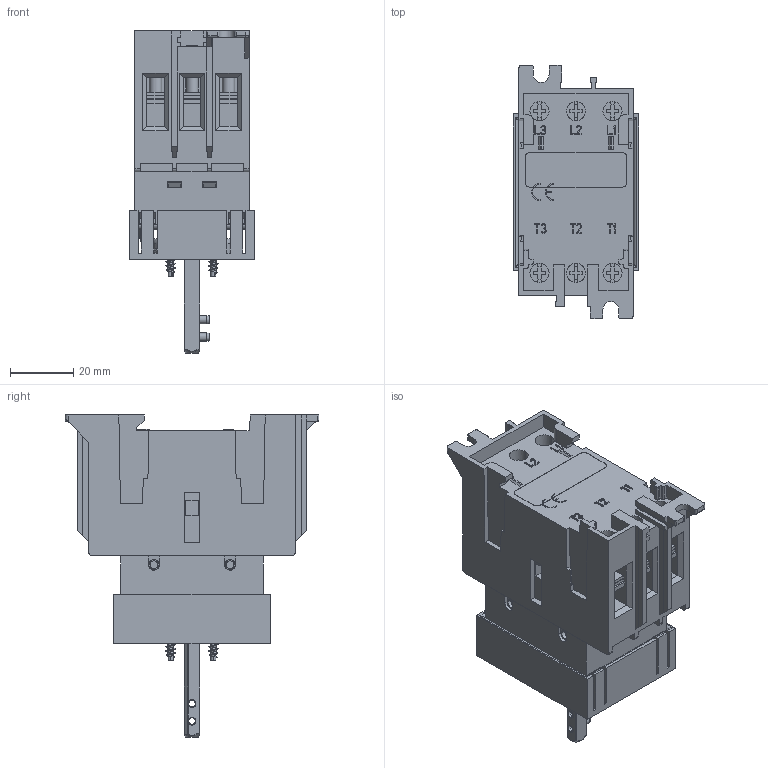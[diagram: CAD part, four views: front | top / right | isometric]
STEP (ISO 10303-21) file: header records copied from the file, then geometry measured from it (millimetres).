
FILE_DESCRIPTION((''),'2;1');
FILE_NAME('PROCUS_KS13-XX_ASM','2015-06-16T',('kjell_andersson'),(''),'PRO/ENGINEER BY PARAMETRIC TECHNOLOGY CORPORATION, 2013230','PRO/ENGINEER BY PARAMETRIC TECHNOLOGY CORPORATION, 2013230','');
FILE_SCHEMA(('CONFIG_CONTROL_DESIGN'));
Length unit declared in the file: millimetre
Products named in the file (9): KSXA13_LIGHT; PMR239_0_LIGHT; PMR248; PT30X12; PTK129_055; PUY24; PSK129_055_ASM; PEMS_11X32_LIGHT_BL; PROCUS_KS13-XX_ASM
Assembly tree (10 placements, depth 3):
  PROCUS_KS13-XX_ASM
    KSXA13_LIGHT
    PMR239_0_LIGHT
    PMR248
    PT30X12  x2
    PSK129_055_ASM
      PTK129_055
      PUY24  x2
    PEMS_11X32_LIGHT_BL
Bounding box: 39.4 x 80 x 101.5 mm (x, y, z)
Volume: 119110.7 mm3; surface area: 46771.3 mm2
Topology: 9 solids, 9 shells, 1824 faces, 5095 edges, 3363 vertices
Faces by surface type: plane 1536, cylinder 202, bspline 49, cone 16, torus 12, sphere 9
Entity records: 60452 total; most frequent: CARTESIAN_POINT 14578, ORIENTED_EDGE 9906, DIRECTION 8733, EDGE_CURVE 4953, VECTOR 4363, LINE 4363, VERTEX_POINT 3271, AXIS2_PLACEMENT_3D 2185
